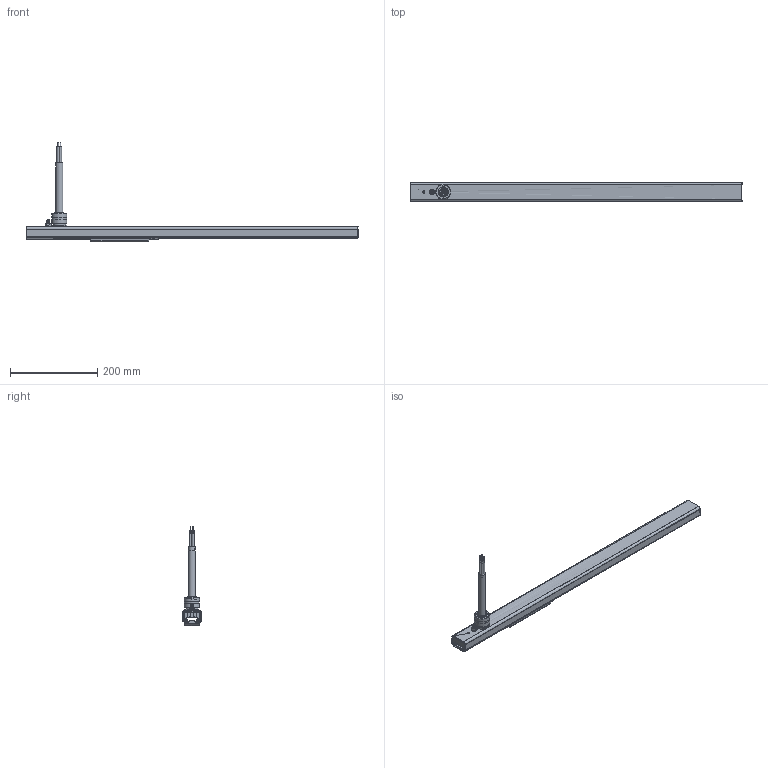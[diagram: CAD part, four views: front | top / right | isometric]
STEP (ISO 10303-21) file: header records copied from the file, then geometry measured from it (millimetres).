
FILE_DESCRIPTION(/* description */ (''),/* implementation_level */ '2;1');
FILE_NAME(/* name */ 'busSTRUTFeed_P20-3-40-UNIV-SNF-30-(F).stp',/* time_stamp */ '2024-12-10T19:19:18+02:00',/* author */ ('fkris'),/* organization */ (''),/* preprocessor_version */ 'ST-DEVELOPER v18.1',/* originating_system */ 'Autodesk Inventor 2021',/* authorisation */ '');
FILE_SCHEMA (('AUTOMOTIVE_DESIGN { 1 0 10303 214 3 1 1 }'));
Products named in the file (27): busSTRUTFeed_P20-3-40-UNIV-SNF-30-(F); busSTRUTFeed_P20-3-40-UNIV-SNF-30-(F)_1_1; busSTRUTFeed_P20-3-40-UNIV-SNF-30-(F)_1; busSTRUTFeed_P20-3-40-UNIV-SNF-30-(F)_1_2; busSTRUTFeed_P20-3-40-UNIV-SNF-30-(F)_2; busSTRUTFeed_P20-3-40-UNIV-SNF-30-(F)_3; busSTRUTFeed_P20-3-40-UNIV-SNF-30-(F)_4; busSTRUTFeed_P20-3-40-UNIV-SNF-30-(F)_5; busSTRUTFeed_P20-3-40-UNIV-SNF-30-(F)_6; busSTRUTFeed_P20-3-40-UNIV-SNF-30-(F)_7; busSTRUTFeed_P20-3-40-UNIV-SNF-30-(F)_8; busSTRUTFeed_P20-3-40-UNIV-SNF-30-(F)_9; busSTRUTFeed_P20-3-40-UNIV-SNF-30-(F)_10; busSTRUTFeed_P20-3-40-UNIV-SNF-30-(F)_11; busSTRUTFeed_P20-3-40-UNIV-SNF-30-(F)_12; busSTRUTFeed_P20-3-40-UNIV-SNF-30-(F)_13; busSTRUTFeed_P20-3-40-UNIV-SNF-30-(F)_14; busSTRUTFeed_P20-3-40-UNIV-SNF-30-(F)_15; busSTRUTFeed_P20-3-40-UNIV-SNF-30-(F)_16; busSTRUTFeed_P20-3-40-UNIV-SNF-30-(F)_17; busSTRUTFeed_P20-3-40-UNIV-SNF-30-(F)_18; busSTRUTFeed_P20-3-40-UNIV-SNF-30-(F)_19; busSTRUTFeed_P20-3-40-UNIV-SNF-30-(F)_20; busSTRUTFeed_P20-3-40-UNIV-SNF-30-(F)_21; busSTRUTFeed_P20-3-40-UNIV-SNF-30-(F)_22; busSTRUTFeed_P20-3-40-UNIV-SNF-30-(F)_23; busSTRUTFeed_P20-3-40-UNIV-SNF-30-(F)_24
Assembly tree (26 placements, depth 2):
  busSTRUTFeed_P20-3-40-UNIV-SNF-30-(F)
    busSTRUTFeed_P20-3-40-UNIV-SNF-30-(F)_1_1
    busSTRUTFeed_P20-3-40-UNIV-SNF-30-(F)_1
    busSTRUTFeed_P20-3-40-UNIV-SNF-30-(F)_1_2
    busSTRUTFeed_P20-3-40-UNIV-SNF-30-(F)_2
    busSTRUTFeed_P20-3-40-UNIV-SNF-30-(F)_3
    busSTRUTFeed_P20-3-40-UNIV-SNF-30-(F)_4
    busSTRUTFeed_P20-3-40-UNIV-SNF-30-(F)_5
    busSTRUTFeed_P20-3-40-UNIV-SNF-30-(F)_6
    busSTRUTFeed_P20-3-40-UNIV-SNF-30-(F)_7
    busSTRUTFeed_P20-3-40-UNIV-SNF-30-(F)_8
    busSTRUTFeed_P20-3-40-UNIV-SNF-30-(F)_9
    busSTRUTFeed_P20-3-40-UNIV-SNF-30-(F)_10
    busSTRUTFeed_P20-3-40-UNIV-SNF-30-(F)_11
    busSTRUTFeed_P20-3-40-UNIV-SNF-30-(F)_12
    busSTRUTFeed_P20-3-40-UNIV-SNF-30-(F)_13
    busSTRUTFeed_P20-3-40-UNIV-SNF-30-(F)_14
    busSTRUTFeed_P20-3-40-UNIV-SNF-30-(F)_15
    busSTRUTFeed_P20-3-40-UNIV-SNF-30-(F)_16
    busSTRUTFeed_P20-3-40-UNIV-SNF-30-(F)_17
    busSTRUTFeed_P20-3-40-UNIV-SNF-30-(F)_18
    busSTRUTFeed_P20-3-40-UNIV-SNF-30-(F)_19
    busSTRUTFeed_P20-3-40-UNIV-SNF-30-(F)_20
    busSTRUTFeed_P20-3-40-UNIV-SNF-30-(F)_21
    busSTRUTFeed_P20-3-40-UNIV-SNF-30-(F)_22
    busSTRUTFeed_P20-3-40-UNIV-SNF-30-(F)_23
    busSTRUTFeed_P20-3-40-UNIV-SNF-30-(F)_24
Bounding box: 762.01 x 43.75 x 228.54 mm (x, y, z)
Volume: 429588.7 mm3; surface area: 519928 mm2
Topology: 37 solids, 38 shells, 1291 faces, 2676 edges, 1533 vertices
Faces by surface type: plane 726, bspline 272, cylinder 247, cone 34, sphere 8, torus 4
Full cylindrical faces by diameter (mm): 2.032 x4, 2.594 x3, 4.191 x1, 4.7 x17, 5.08 x4, 6.35 x17, 15.875 x1, 16.256 x1, 18.796 x1, 19.431 x1, 20.777 x1, 22.606 x1, 29.134 x1, 29.845 x1, 31.534 x1, 34.544 x1, 34.976 x2
Entity records: 48322 total; most frequent: CARTESIAN_POINT 21310, ORIENTED_EDGE 5344, DIRECTION 4551, EDGE_CURVE 2676, LINE 1601, VECTOR 1601, VERTEX_POINT 1533, AXIS2_PLACEMENT_3D 1475
